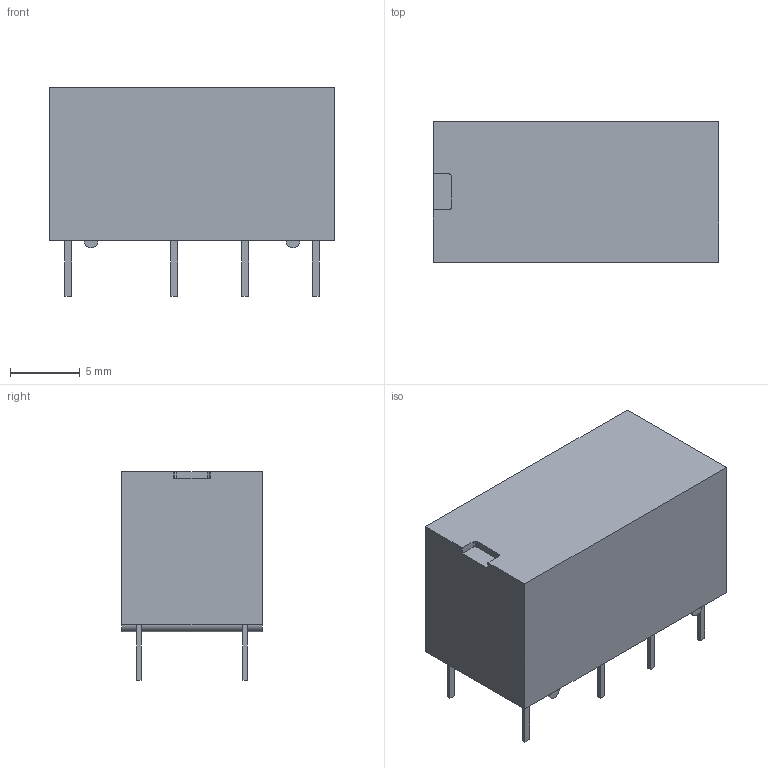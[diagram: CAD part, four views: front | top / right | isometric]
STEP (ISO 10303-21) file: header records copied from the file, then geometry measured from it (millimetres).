
FILE_DESCRIPTION((''),'2;1');
FILE_NAME('REL_OMRON_G5V-2.stp','2009-02-16T16:58:54',(''),(''),'Mechanical Desktop 2006','Mechanical Desktop 2006',', , ');
FILE_SCHEMA(('AUTOMOTIVE_DESIGN { 1 2 10303 214 0 1 1 1 }'));
Length unit declared in the file: millimetre
Products named in the file (1): Product
Bounding box: 20.5 x 10.1 x 15 mm (x, y, z)
Volume: 2288.6 mm3; surface area: 1195.6 mm2
Topology: 11 solids, 11 shells, 72 faces, 213 edges, 226 vertices
Faces by surface type: plane 61, cylinder 6, bspline 5
Entity records: 2418 total; most frequent: CARTESIAN_POINT 492, DIRECTION 365, ORIENTED_EDGE 300, VECTOR 197, LINE 197, EDGE_CURVE 150, VERTEX_POINT 100, AXIS2_PLACEMENT_3D 84
